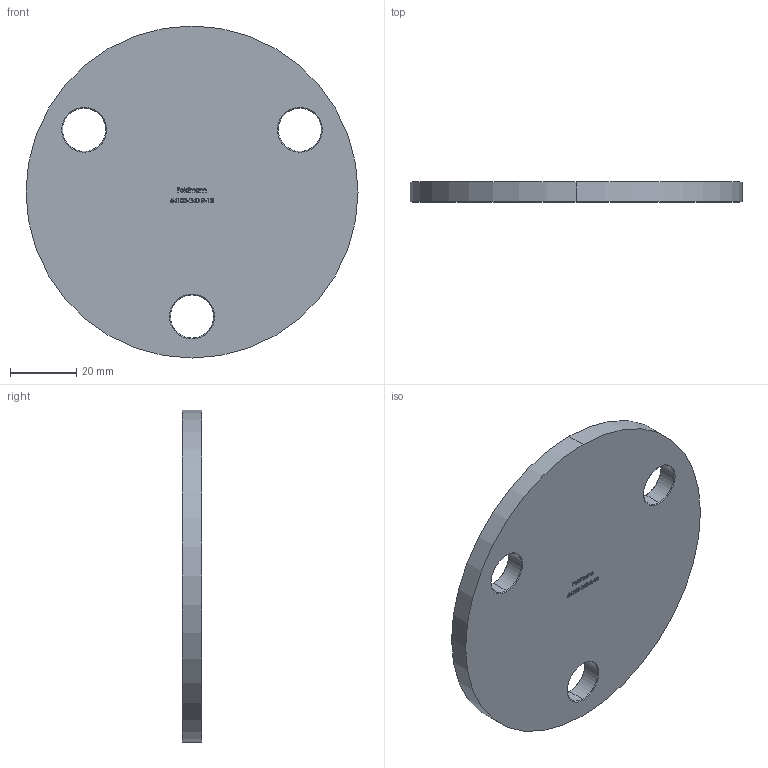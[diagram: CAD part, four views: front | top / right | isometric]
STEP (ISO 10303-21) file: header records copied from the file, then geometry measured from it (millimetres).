
FILE_DESCRIPTION (( 'STEP AP203' ), '1' );
FILE_NAME ('54103-240-R-13.step', '2020-10-21T10:57:43', ( '' ), ( '' ), 'SwSTEP 2.0', 'SolidWorks 2018', '' );
FILE_SCHEMA (( 'CONFIG_CONTROL_DESIGN' ));
Length unit declared in the file: millimetre
Products named in the file (2): 54103-240-R-13
Bounding box: 100 x 6 x 100 mm (x, y, z)
Volume: 44726.3 mm3; surface area: 17507.7 mm2
Topology: 1 solids, 1 shells, 298 faces, 786 edges, 520 vertices
Faces by surface type: plane 165, bspline 113, cone 12, cylinder 8
Entity records: 15447 total; most frequent: CARTESIAN_POINT 8655, ORIENTED_EDGE 1572, DIRECTION 962, EDGE_CURVE 786, LINE 532, VECTOR 532, VERTEX_POINT 520, EDGE_LOOP 334
